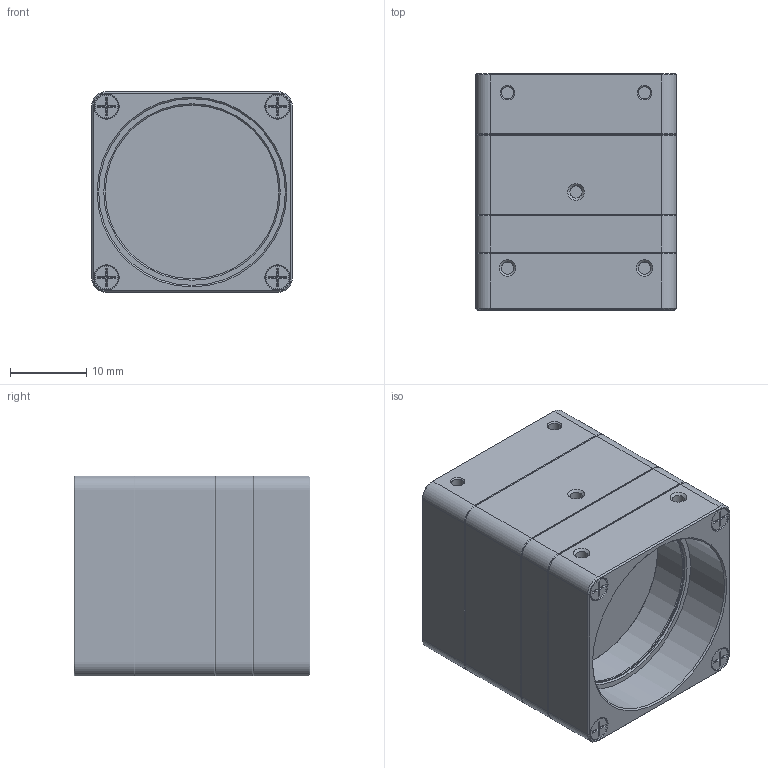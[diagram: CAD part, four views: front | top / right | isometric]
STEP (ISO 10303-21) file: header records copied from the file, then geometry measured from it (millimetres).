
FILE_DESCRIPTION(/* description */ (''),/* implementation_level */ '2;1');
FILE_NAME(/* name */ 'MX-SY-PG4-FV_01-STP.stp',/* time_stamp */ '2023-12-13T12:58:56+01:00',/* author */ (''),/* organization */ (''),/* preprocessor_version */ 'ST-DEVELOPER v18.102',/* originating_system */ 'SIEMENS PLM Software NX2206.8900',/* authorisation */ '');
FILE_SCHEMA (('AUTOMOTIVE_DESIGN { 1 0 10303 214 3 1 1 1 }'));
Products named in the file (19): 001224_01; 002915_02; 001023_01; 001455_03; 001458_03; 001359_01; 002630_11; 001012_01; 001765_02; 001445_01; 001802_01; 001246_01; 001186_02; 001098_01; 002799_01; 002736_02; 001457_01; 001940_02; 004398_01
Assembly tree (28 placements, depth 4):
  004398_01
    001940_02
      001186_02
      001246_01
      001802_01
      001445_01
      001457_01
        001458_03
        001455_03
        001023_01  x4
      001765_02
      001012_01  x2
    001098_01  x4
    002736_02
      002799_01
        002915_02
        001224_01  x4
      002630_11
      001359_01
Bounding box: 26.4 x 31.04 x 26.4 mm (x, y, z)
Volume: 10516.5 mm3; surface area: 17886.5 mm2
Topology: 31 solids, 31 shells, 7277 faces, 19926 edges, 13162 vertices
Faces by surface type: plane 5333, cylinder 1679, cone 231, torus 33, extrusion 1
Full cylindrical faces by diameter (mm): 0.435 x1, 0.9 x4, 1.3 x2, 1.6 x18, 1.7 x2, 1.9 x8, 2 x12, 2.1 x4, 3 x10, 3.2 x4, 3.35 x4, 21 x1, 21.6 x1, 22.8 x2, 24.4 x1, 24.541 x1, 25 x1, 25.1 x1
Entity records: 223971 total; most frequent: CARTESIAN_POINT 39331, ORIENTED_EDGE 38362, DIRECTION 37066, EDGE_CURVE 19181, VECTOR 15290, LINE 15289, VERTEX_POINT 12765, AXIS2_PLACEMENT_3D 10888
